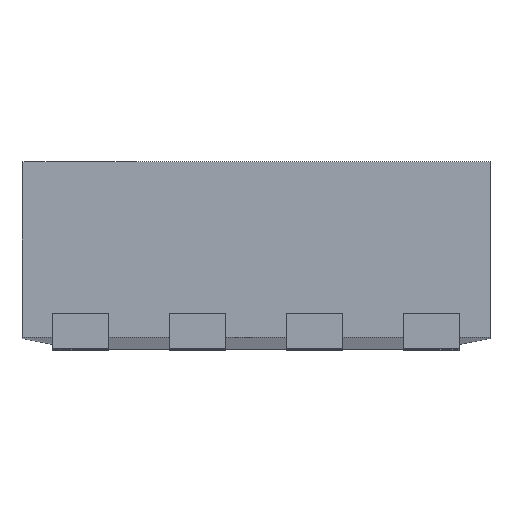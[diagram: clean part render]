
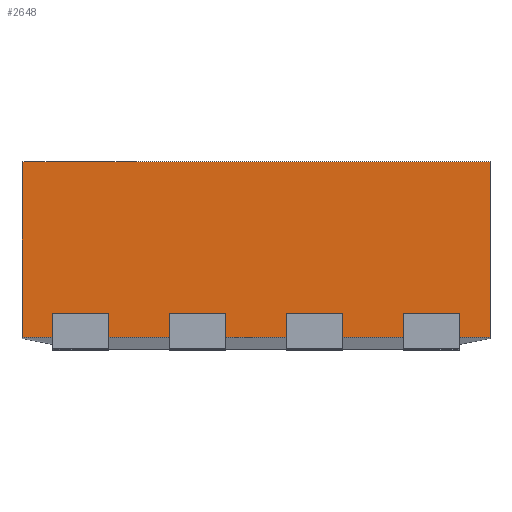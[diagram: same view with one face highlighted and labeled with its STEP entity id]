
A CAD part, top view. The second image highlights one B-rep face of the part: STEP entity #2648.
In plain terms, the highlighted planar face has unit normal (0, 0, 1).
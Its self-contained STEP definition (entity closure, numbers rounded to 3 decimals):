
#2580 = CARTESIAN_POINT ( 'NONE',  ( -1., 0.05, 1.5 ) ) ;
#2581 = VERTEX_POINT ( 'NONE', #2580 ) ;
#2588 = CARTESIAN_POINT ( 'NONE',  ( -1., 0.8, 1.5 ) ) ;
#2589 = VERTEX_POINT ( 'NONE', #2588 ) ;
#2590 = CARTESIAN_POINT ( 'NONE',  ( -1., 0.8, 1.5 ) ) ;
#2591 = DIRECTION ( 'NONE',  ( 0., -1., 0. ) ) ;
#2592 = VECTOR ( 'NONE', #2591, 1000. ) ;
#2593 = LINE ( 'NONE', #2590, #2592 ) ;
#2594 = EDGE_CURVE ( 'NONE', #2589, #2581, #2593, .T. ) ;
#2618 = CARTESIAN_POINT ( 'NONE',  ( 1., 0.05, 1.5 ) ) ;
#2619 = VERTEX_POINT ( 'NONE', #2618 ) ;
#2620 = CARTESIAN_POINT ( 'NONE',  ( 1., 0.05, 1.5 ) ) ;
#2621 = DIRECTION ( 'NONE',  ( 1., 0., 0. ) ) ;
#2622 = VECTOR ( 'NONE', #2621, 1000. ) ;
#2623 = LINE ( 'NONE', #2620, #2622 ) ;
#2624 = EDGE_CURVE ( 'NONE', #2581, #2619, #2623, .T. ) ;
#2625 = ORIENTED_EDGE ( 'NONE', *, *, #2624, .T. ) ;
#2626 = CARTESIAN_POINT ( 'NONE',  ( 1., 0.8, 1.5 ) ) ;
#2627 = VERTEX_POINT ( 'NONE', #2626 ) ;
#2628 = CARTESIAN_POINT ( 'NONE',  ( 1., 0.8, 1.5 ) ) ;
#2629 = DIRECTION ( 'NONE',  ( 0., -1., 0. ) ) ;
#2630 = VECTOR ( 'NONE', #2629, 1000. ) ;
#2631 = LINE ( 'NONE', #2628, #2630 ) ;
#2632 = EDGE_CURVE ( 'NONE', #2627, #2619, #2631, .T. ) ;
#2633 = ORIENTED_EDGE ( 'NONE', *, *, #2632, .F. ) ;
#2634 = CARTESIAN_POINT ( 'NONE',  ( 1., 0.8, 1.5 ) ) ;
#2635 = DIRECTION ( 'NONE',  ( 1., 0., 0. ) ) ;
#2636 = VECTOR ( 'NONE', #2635, 1000. ) ;
#2637 = LINE ( 'NONE', #2634, #2636 ) ;
#2638 = EDGE_CURVE ( 'NONE', #2589, #2627, #2637, .T. ) ;
#2639 = ORIENTED_EDGE ( 'NONE', *, *, #2638, .F. ) ;
#2640 = ORIENTED_EDGE ( 'NONE', *, *, #2594, .T. ) ;
#2641 = EDGE_LOOP ( 'NONE', ( #2625, #2633, #2639, #2640 ) ) ;
#2642 = FACE_OUTER_BOUND ( 'NONE', #2641, .T. ) ;
#2643 = CARTESIAN_POINT ( 'NONE',  ( 1., 0.8, 1.5 ) ) ;
#2644 = DIRECTION ( 'NONE',  ( 0., 0., -1. ) ) ;
#2645 = DIRECTION ( 'NONE',  ( -1., 0., 0. ) ) ;
#2646 = AXIS2_PLACEMENT_3D ( 'NONE', #2643, #2644, #2645 ) ;
#2647 = PLANE ( 'NONE', #2646 ) ;
#2648 = ADVANCED_FACE ( 'NONE', ( #2642 ), #2647, .F. ) ;
